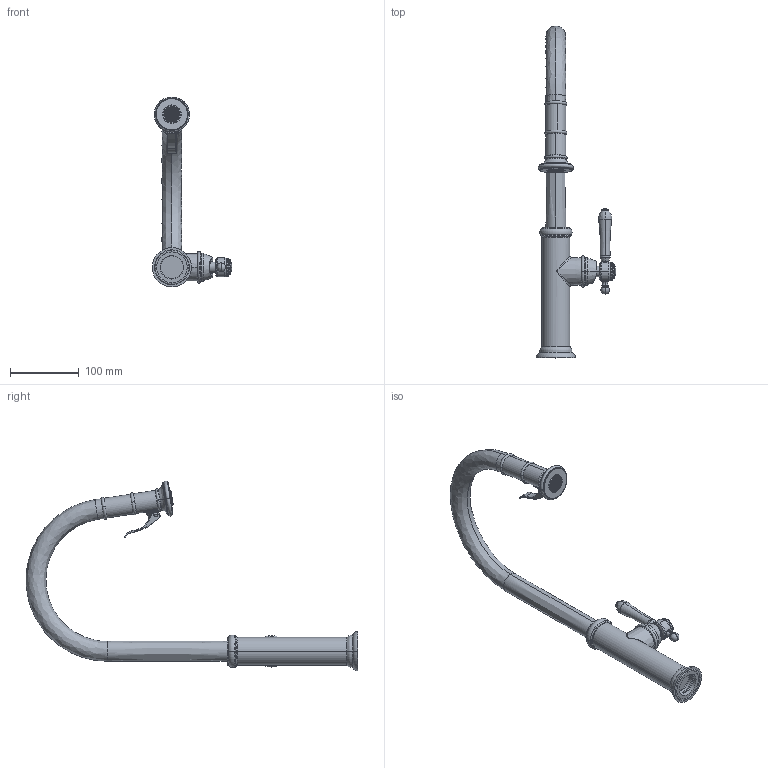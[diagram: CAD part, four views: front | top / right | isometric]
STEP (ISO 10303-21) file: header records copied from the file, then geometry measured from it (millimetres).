
FILE_DESCRIPTION((''),'2;1');
FILE_NAME('JACOBEAN25','2024-12-06T00:52:41',('nehatek'),(''),'CREO PARAMETRIC BY PTC INC, 2023134','CREO PARAMETRIC BY PTC INC, 2023134','');
FILE_SCHEMA(('CONFIG_CONTROL_DESIGN'));
Products named in the file (1): JACOBEAN25
Bounding box: 115.49 x 482.25 x 275.84 mm (x, y, z)
Volume: 729715.3 mm3; surface area: 111095.3 mm2
Topology: 2 solids, 2 shells, 2305 faces, 6145 edges, 3988 vertices
Faces by surface type: plane 1352, cylinder 460, torus 338, cone 74, bspline 59, sphere 22
Entity records: 90819 total; most frequent: CARTESIAN_POINT 35104, ORIENTED_EDGE 12270, DIRECTION 10714, EDGE_CURVE 6135, VERTEX_POINT 3988, AXIS2_PLACEMENT_3D 3790, VECTOR 3134, LINE 3134
